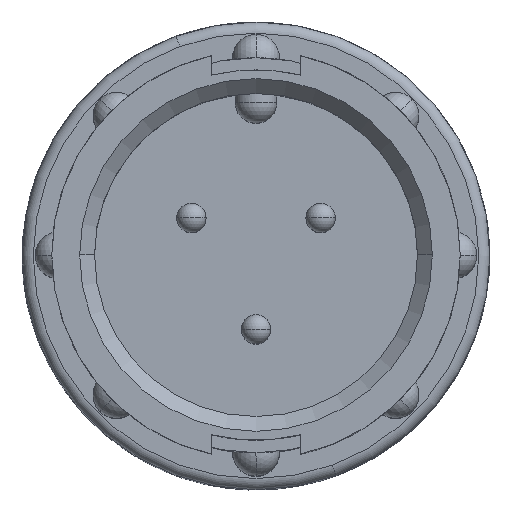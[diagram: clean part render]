
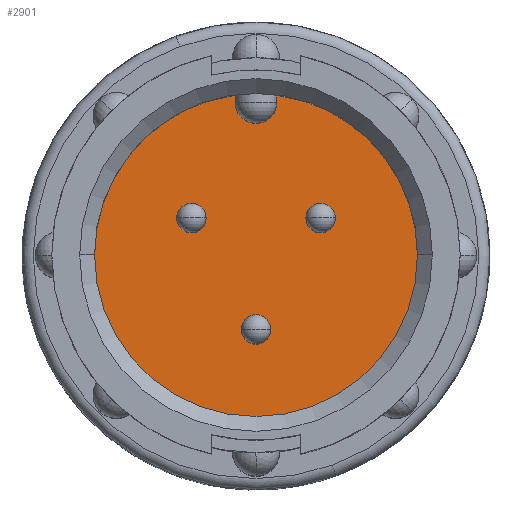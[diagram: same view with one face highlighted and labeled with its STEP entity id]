
A CAD part, top view. The second image highlights one B-rep face of the part: STEP entity #2901.
In plain terms, the highlighted planar face has unit normal (0, 0, 1).
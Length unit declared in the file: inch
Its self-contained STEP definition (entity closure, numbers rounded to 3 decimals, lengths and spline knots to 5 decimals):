
#17 = LINE ( 'NONE', #8463, #3794 ) ;
#53 = CIRCLE ( 'NONE', #6871, 0.01974 ) ;
#56 = EDGE_CURVE ( 'NONE', #5924, #4243, #2910, .T. ) ;
#176 = EDGE_LOOP ( 'NONE', ( #2886, #5015 ) ) ;
#298 = CARTESIAN_POINT ( 'NONE',  ( -0.028, 0.21569, -0.31 ) ) ;
#446 = CARTESIAN_POINT ( 'NONE',  ( 0., 0., -0.31 ) ) ;
#647 = DIRECTION ( 'NONE',  ( 0., -1., 0. ) ) ;
#721 = CARTESIAN_POINT ( 'NONE',  ( 0.028, 0.21569, -0.31 ) ) ;
#728 = DIRECTION ( 'NONE',  ( 0., 0., 1. ) ) ;
#866 = DIRECTION ( 'NONE',  ( 1., 0., 0. ) ) ;
#1041 = CARTESIAN_POINT ( 'NONE',  ( 0.06726, 0.05, -0.31 ) ) ;
#1152 = DIRECTION ( 'NONE',  ( 1., 0., 0. ) ) ;
#1270 = LINE ( 'NONE', #721, #8387 ) ;
#1325 = VERTEX_POINT ( 'NONE', #1041 ) ;
#1377 = CIRCLE ( 'NONE', #3898, 0.2175 ) ;
#1451 = DIRECTION ( 'NONE',  ( 1., 0., 0. ) ) ;
#1471 = DIRECTION ( 'NONE',  ( 0., 0., 1. ) ) ;
#1477 = EDGE_CURVE ( 'NONE', #4655, #5795, #1270, .T. ) ;
#1501 = CARTESIAN_POINT ( 'NONE',  ( 0., -0.1, -0.31 ) ) ;
#1726 = CARTESIAN_POINT ( 'NONE',  ( -0.087, 0.05, -0.31 ) ) ;
#1798 = EDGE_CURVE ( 'NONE', #5795, #5341, #3736, .T. ) ;
#1821 = EDGE_CURVE ( 'NONE', #4182, #1325, #5198, .T. ) ;
#1919 = EDGE_CURVE ( 'NONE', #8480, #4655, #1377, .T. ) ;
#1991 = AXIS2_PLACEMENT_3D ( 'NONE', #4675, #4147, #2603 ) ;
#2123 = CARTESIAN_POINT ( 'NONE',  ( 0.2175, 0., -0.31 ) ) ;
#2441 = DIRECTION ( 'NONE',  ( 1., 0., 0. ) ) ;
#2453 = AXIS2_PLACEMENT_3D ( 'NONE', #3824, #3732, #4257 ) ;
#2537 = CARTESIAN_POINT ( 'NONE',  ( -0.10674, 0.05, -0.31 ) ) ;
#2603 = DIRECTION ( 'NONE',  ( 1., 0., 0. ) ) ;
#2886 = ORIENTED_EDGE ( 'NONE', *, *, #3258, .F. ) ;
#2901 = ADVANCED_FACE ( 'NONE', ( #3503, #3029, #6651, #8478 ), #4150, .T. ) ;
#2910 = CIRCLE ( 'NONE', #7208, 0.01974 ) ;
#2932 = CARTESIAN_POINT ( 'NONE',  ( 0., 0., -0.31 ) ) ;
#2988 = AXIS2_PLACEMENT_3D ( 'NONE', #4103, #4273, #4073 ) ;
#3029 = FACE_OUTER_BOUND ( 'NONE', #8137, .T. ) ;
#3044 = VERTEX_POINT ( 'NONE', #2537 ) ;
#3051 = AXIS2_PLACEMENT_3D ( 'NONE', #3689, #8628, #4413 ) ;
#3061 = CARTESIAN_POINT ( 'NONE',  ( -0.087, 0.05, -0.31 ) ) ;
#3258 = EDGE_CURVE ( 'NONE', #4243, #5924, #53, .T. ) ;
#3391 = CARTESIAN_POINT ( 'NONE',  ( 0.028, 0.21569, -0.31 ) ) ;
#3462 = VERTEX_POINT ( 'NONE', #298 ) ;
#3503 = FACE_BOUND ( 'NONE', #3866, .T. ) ;
#3519 = DIRECTION ( 'NONE',  ( 0., 1., 0. ) ) ;
#3637 = EDGE_CURVE ( 'NONE', #5466, #8480, #9113, .T. ) ;
#3689 = CARTESIAN_POINT ( 'NONE',  ( 0., 0., -0.31 ) ) ;
#3732 = DIRECTION ( 'NONE',  ( 0., 0., 1. ) ) ;
#3736 = CIRCLE ( 'NONE', #1991, 0.028 ) ;
#3783 = AXIS2_PLACEMENT_3D ( 'NONE', #446, #5451, #1152 ) ;
#3794 = VECTOR ( 'NONE', #3519, 39.37008 ) ;
#3800 = DIRECTION ( 'NONE',  ( 1., 0., 0. ) ) ;
#3824 = CARTESIAN_POINT ( 'NONE',  ( 0.087, 0.05, -0.31 ) ) ;
#3866 = EDGE_LOOP ( 'NONE', ( #6403, #6754 ) ) ;
#3898 = AXIS2_PLACEMENT_3D ( 'NONE', #2932, #4587, #866 ) ;
#4006 = ORIENTED_EDGE ( 'NONE', *, *, #1919, .T. ) ;
#4073 = DIRECTION ( 'NONE',  ( 1., 0., 0. ) ) ;
#4103 = CARTESIAN_POINT ( 'NONE',  ( 0., 0.2055, -0.31 ) ) ;
#4147 = DIRECTION ( 'NONE',  ( 0., 0., -1. ) ) ;
#4150 = PLANE ( 'NONE',  #2988 ) ;
#4182 = VERTEX_POINT ( 'NONE', #5855 ) ;
#4243 = VERTEX_POINT ( 'NONE', #6634 ) ;
#4257 = DIRECTION ( 'NONE',  ( 1., 0., 0. ) ) ;
#4273 = DIRECTION ( 'NONE',  ( 0., 0., 1. ) ) ;
#4282 = CIRCLE ( 'NONE', #5496, 0.01974 ) ;
#4302 = EDGE_CURVE ( 'NONE', #4479, #3044, #5518, .T. ) ;
#4315 = ORIENTED_EDGE ( 'NONE', *, *, #7798, .T. ) ;
#4413 = DIRECTION ( 'NONE',  ( 1., 0., 0. ) ) ;
#4479 = VERTEX_POINT ( 'NONE', #6822 ) ;
#4587 = DIRECTION ( 'NONE',  ( 0., 0., 1. ) ) ;
#4655 = VERTEX_POINT ( 'NONE', #3391 ) ;
#4675 = CARTESIAN_POINT ( 'NONE',  ( 0., 0.2055, -0.31 ) ) ;
#5015 = ORIENTED_EDGE ( 'NONE', *, *, #56, .F. ) ;
#5016 = CARTESIAN_POINT ( 'NONE',  ( 0.087, 0.05, -0.31 ) ) ;
#5117 = ORIENTED_EDGE ( 'NONE', *, *, #1477, .T. ) ;
#5146 = EDGE_CURVE ( 'NONE', #3462, #5466, #6631, .T. ) ;
#5198 = CIRCLE ( 'NONE', #2453, 0.01974 ) ;
#5341 = VERTEX_POINT ( 'NONE', #8057 ) ;
#5357 = CARTESIAN_POINT ( 'NONE',  ( -0.2175, 0., -0.31 ) ) ;
#5451 = DIRECTION ( 'NONE',  ( 0., 0., 1. ) ) ;
#5466 = VERTEX_POINT ( 'NONE', #5357 ) ;
#5496 = AXIS2_PLACEMENT_3D ( 'NONE', #1726, #6747, #2441 ) ;
#5518 = CIRCLE ( 'NONE', #7872, 0.01974 ) ;
#5748 = DIRECTION ( 'NONE',  ( 1., 0., 0. ) ) ;
#5787 = ORIENTED_EDGE ( 'NONE', *, *, #5146, .T. ) ;
#5795 = VERTEX_POINT ( 'NONE', #9064 ) ;
#5855 = CARTESIAN_POINT ( 'NONE',  ( 0.10674, 0.05, -0.31 ) ) ;
#5924 = VERTEX_POINT ( 'NONE', #7815 ) ;
#6403 = ORIENTED_EDGE ( 'NONE', *, *, #7075, .F. ) ;
#6631 = CIRCLE ( 'NONE', #3051, 0.2175 ) ;
#6634 = CARTESIAN_POINT ( 'NONE',  ( -0.01974, -0.1, -0.31 ) ) ;
#6651 = FACE_BOUND ( 'NONE', #7650, .T. ) ;
#6747 = DIRECTION ( 'NONE',  ( 0., 0., 1. ) ) ;
#6754 = ORIENTED_EDGE ( 'NONE', *, *, #1821, .F. ) ;
#6822 = CARTESIAN_POINT ( 'NONE',  ( -0.06726, 0.05, -0.31 ) ) ;
#6871 = AXIS2_PLACEMENT_3D ( 'NONE', #1501, #1471, #1451 ) ;
#7046 = ORIENTED_EDGE ( 'NONE', *, *, #8719, .F. ) ;
#7075 = EDGE_CURVE ( 'NONE', #1325, #4182, #8342, .T. ) ;
#7208 = AXIS2_PLACEMENT_3D ( 'NONE', #8996, #9070, #8062 ) ;
#7443 = ORIENTED_EDGE ( 'NONE', *, *, #3637, .T. ) ;
#7626 = AXIS2_PLACEMENT_3D ( 'NONE', #5016, #728, #5748 ) ;
#7650 = EDGE_LOOP ( 'NONE', ( #7046, #8630 ) ) ;
#7798 = EDGE_CURVE ( 'NONE', #5341, #3462, #17, .T. ) ;
#7815 = CARTESIAN_POINT ( 'NONE',  ( 0.01974, -0.1, -0.31 ) ) ;
#7872 = AXIS2_PLACEMENT_3D ( 'NONE', #3061, #8015, #3800 ) ;
#8015 = DIRECTION ( 'NONE',  ( 0., 0., 1. ) ) ;
#8057 = CARTESIAN_POINT ( 'NONE',  ( -0.028, 0.2055, -0.31 ) ) ;
#8062 = DIRECTION ( 'NONE',  ( 1., 0., 0. ) ) ;
#8124 = ORIENTED_EDGE ( 'NONE', *, *, #1798, .T. ) ;
#8137 = EDGE_LOOP ( 'NONE', ( #8124, #4315, #5787, #7443, #4006, #5117 ) ) ;
#8342 = CIRCLE ( 'NONE', #7626, 0.01974 ) ;
#8387 = VECTOR ( 'NONE', #647, 39.37008 ) ;
#8463 = CARTESIAN_POINT ( 'NONE',  ( -0.028, 0.2055, -0.31 ) ) ;
#8478 = FACE_BOUND ( 'NONE', #176, .T. ) ;
#8480 = VERTEX_POINT ( 'NONE', #2123 ) ;
#8628 = DIRECTION ( 'NONE',  ( 0., 0., 1. ) ) ;
#8630 = ORIENTED_EDGE ( 'NONE', *, *, #4302, .F. ) ;
#8719 = EDGE_CURVE ( 'NONE', #3044, #4479, #4282, .T. ) ;
#8996 = CARTESIAN_POINT ( 'NONE',  ( 0., -0.1, -0.31 ) ) ;
#9064 = CARTESIAN_POINT ( 'NONE',  ( 0.028, 0.2055, -0.31 ) ) ;
#9070 = DIRECTION ( 'NONE',  ( 0., 0., 1. ) ) ;
#9113 = CIRCLE ( 'NONE', #3783, 0.2175 ) ;
